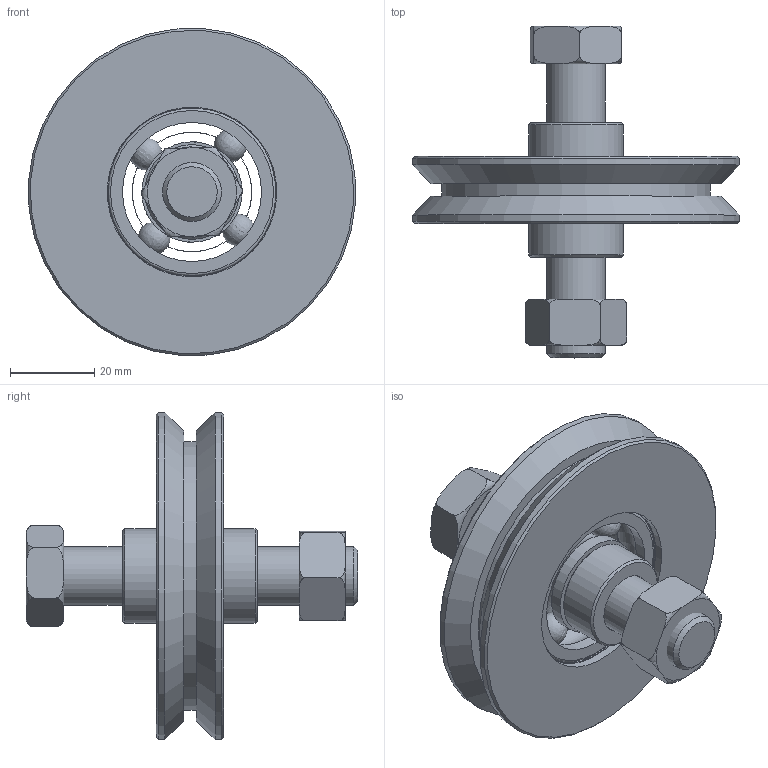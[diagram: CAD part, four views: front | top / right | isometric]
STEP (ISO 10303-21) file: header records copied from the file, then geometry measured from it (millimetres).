
FILE_DESCRIPTION(/* description */ (''),/* implementation_level */ '2;1');
FILE_NAME(/* name */ '20081V12.stp',/* time_stamp */ '2019-08-08T08:55:53+02:00',/* author */ ('DOMINIQUE'),/* organization */ (''),/* preprocessor_version */ 'ST-DEVELOPER v17.2',/* originating_system */ 'Autodesk Inventor 2019',/* authorisation */ '');
FILE_SCHEMA (('AUTOMOTIVE_DESIGN { 1 0 10303 214 3 1 1 }'));
Length unit declared in the file: millimetre
Products named in the file (1): 20081V12
Bounding box: 77.81 x 79 x 77.81 mm (x, y, z)
Volume: 76896.9 mm3; surface area: 31742.2 mm2
Topology: 8 solids, 8 shells, 101 faces, 248 edges, 169 vertices
Faces by surface type: plane 34, torus 30, cylinder 20, cone 13, sphere 4
Full cylindrical faces by diameter (mm): 11.835 x1, 14 x1, 14.5 x2, 17 x3, 22.5 x2, 23.9 x2, 33.1 x2, 36.5 x1, 40 x2, 40.4 x1, 64 x1, 78 x2
Entity records: 3735 total; most frequent: CARTESIAN_POINT 1039, DIRECTION 567, ORIENTED_EDGE 496, AXIS2_PLACEMENT_3D 255, EDGE_CURVE 248, VERTEX_POINT 185, CIRCLE 145, EDGE_LOOP 137
